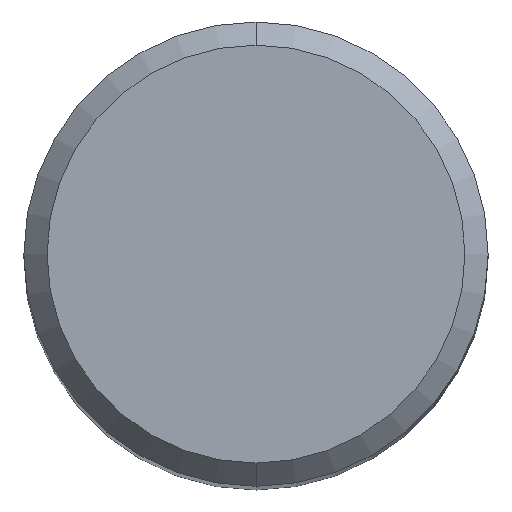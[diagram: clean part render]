
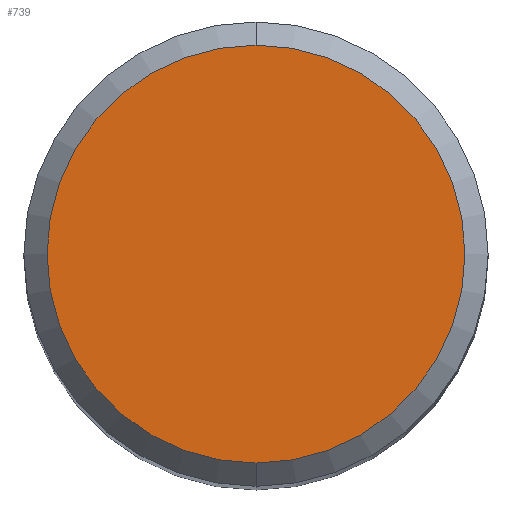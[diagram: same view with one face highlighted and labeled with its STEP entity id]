
A CAD part, top view. The second image highlights one B-rep face of the part: STEP entity #739.
In plain terms, the highlighted planar face has unit normal (0, 0, 1).
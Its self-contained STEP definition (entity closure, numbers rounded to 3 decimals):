
#365=EDGE_CURVE('',#691,#475,#963,.T.);
#421=EDGE_CURVE('',#475,#691,#1027,.T.);
#475=VERTEX_POINT('',#1089);
#691=VERTEX_POINT('',#1328);
#739=ADVANCED_FACE('',(#1380),#1381,.T.);
#963=CIRCLE('',#1947,5.4);
#1027=CIRCLE('',#2100,5.4);
#1089=CARTESIAN_POINT('',(0.0,5.4,0.0));
#1328=CARTESIAN_POINT('',(0.,-5.4,0.0));
#1380=FACE_OUTER_BOUND('',#8321,.T.);
#1381=PLANE('',#8322);
#1947=AXIS2_PLACEMENT_3D('',#9016,#9017,#9018);
#2100=AXIS2_PLACEMENT_3D('',#9122,#9123,#9124);
#8321=EDGE_LOOP('',(#9517,#9518));
#8322=AXIS2_PLACEMENT_3D('',#9519,#9520,#9521);
#9016=CARTESIAN_POINT('',(0.0,0.0,0.0));
#9017=DIRECTION('',(0.0,0.0,-1.0));
#9018=DIRECTION('',(0.0,1.0,0.0));
#9122=CARTESIAN_POINT('',(0.0,0.0,0.0));
#9123=DIRECTION('',(0.0,0.0,-1.0));
#9124=DIRECTION('',(0.0,1.0,0.0));
#9517=ORIENTED_EDGE('',*,*,#421,.F.);
#9518=ORIENTED_EDGE('',*,*,#365,.F.);
#9519=CARTESIAN_POINT('',(0.0,2.7,0.0));
#9520=DIRECTION('',(-0.0,0.0,1.0));
#9521=DIRECTION('',(0.0,-1.0,0.0));
